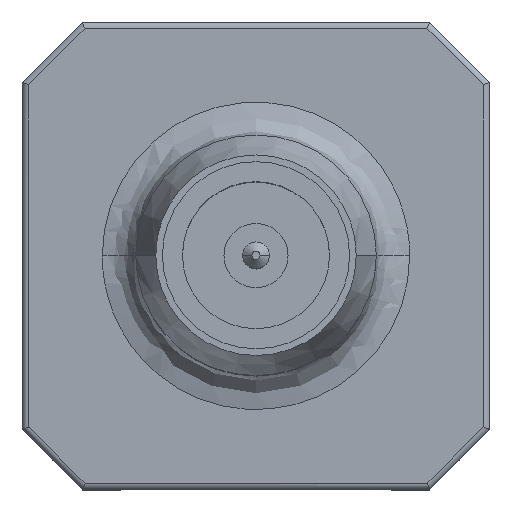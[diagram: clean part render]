
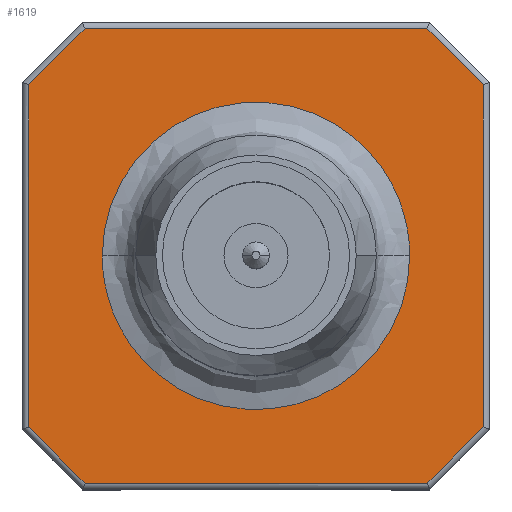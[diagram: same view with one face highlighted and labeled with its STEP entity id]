
A CAD part, top view. The second image highlights one B-rep face of the part: STEP entity #1619.
In plain terms, the highlighted planar face has unit normal (0, 0, -1).
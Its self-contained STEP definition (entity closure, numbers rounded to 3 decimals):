
#89 = DIRECTION ( 'NONE',  ( -0.707, 0.707, 0. ) ) ;
#98 = ORIENTED_EDGE ( 'NONE', *, *, #2308, .T. ) ;
#114 = VERTEX_POINT ( 'NONE', #2958 ) ;
#115 = EDGE_CURVE ( 'NONE', #1552, #2459, #1615, .T. ) ;
#155 = ORIENTED_EDGE ( 'NONE', *, *, #1418, .F. ) ;
#224 = AXIS2_PLACEMENT_3D ( 'NONE', #2922, #516, #1834 ) ;
#236 = VECTOR ( 'NONE', #585, 1000. ) ;
#374 = CARTESIAN_POINT ( 'NONE',  ( 3.4, -2.559, 5.7 ) ) ;
#404 = CARTESIAN_POINT ( 'NONE',  ( -2.559, 3.4, 5.7 ) ) ;
#424 = CARTESIAN_POINT ( 'NONE',  ( 3.4, 1.015, 5.7 ) ) ;
#516 = DIRECTION ( 'NONE',  ( 0., 0., 1. ) ) ;
#518 = VERTEX_POINT ( 'NONE', #374 ) ;
#566 = CARTESIAN_POINT ( 'NONE',  ( -2.397, 3.562, 5.7 ) ) ;
#585 = DIRECTION ( 'NONE',  ( -1., 0., 0. ) ) ;
#590 = VECTOR ( 'NONE', #3315, 1000. ) ;
#628 = VERTEX_POINT ( 'NONE', #2140 ) ;
#661 = PLANE ( 'NONE',  #224 ) ;
#662 = EDGE_CURVE ( 'NONE', #1233, #1552, #1330, .T. ) ;
#679 = EDGE_CURVE ( 'NONE', #3458, #2950, #725, .T. ) ;
#694 = CARTESIAN_POINT ( 'NONE',  ( -3.4, 2.559, 5.7 ) ) ;
#725 = LINE ( 'NONE', #1310, #1029 ) ;
#827 = ORIENTED_EDGE ( 'NONE', *, *, #115, .T. ) ;
#959 = CARTESIAN_POINT ( 'NONE',  ( 3.4, 2.559, 5.7 ) ) ;
#983 = CARTESIAN_POINT ( 'NONE',  ( -2.3, 0., 5.7 ) ) ;
#1002 = CARTESIAN_POINT ( 'NONE',  ( -3.4, -1.015, 5.7 ) ) ;
#1029 = VECTOR ( 'NONE', #2383, 1000. ) ;
#1067 = CARTESIAN_POINT ( 'NONE',  ( 2.3, 0., 5.7 ) ) ;
#1116 = ORIENTED_EDGE ( 'NONE', *, *, #3372, .T. ) ;
#1190 = CARTESIAN_POINT ( 'NONE',  ( -1.75, -3.4, 5.7 ) ) ;
#1219 = VECTOR ( 'NONE', #89, 1000. ) ;
#1224 = ORIENTED_EDGE ( 'NONE', *, *, #679, .F. ) ;
#1233 = VERTEX_POINT ( 'NONE', #3138 ) ;
#1268 = CARTESIAN_POINT ( 'NONE',  ( 2.3, 0., 5.7 ) ) ;
#1310 = CARTESIAN_POINT ( 'NONE',  ( 3.4, 2.559, 5.7 ) ) ;
#1316 = ORIENTED_EDGE ( 'NONE', *, *, #2111, .F. ) ;
#1330 = LINE ( 'NONE', #1002, #2210 ) ;
#1339 = CARTESIAN_POINT ( 'NONE',  ( 2.559, 3.4, 5.7 ) ) ;
#1375 = LINE ( 'NONE', #1696, #1807 ) ;
#1418 = EDGE_CURVE ( 'NONE', #114, #518, #1375, .T. ) ;
#1457 = LINE ( 'NONE', #424, #590 ) ;
#1476 = FACE_OUTER_BOUND ( 'NONE', #2743, .T. ) ;
#1529 = CARTESIAN_POINT ( 'NONE',  ( -2.3, 0., 5.7 ) ) ;
#1552 = VERTEX_POINT ( 'NONE', #694 ) ;
#1615 = LINE ( 'NONE', #566, #2979 ) ;
#1619 = ADVANCED_FACE ( 'NONE', ( #1476, #3351 ), #661, .F. ) ;
#1696 = CARTESIAN_POINT ( 'NONE',  ( 2.559, -3.4, 5.7 ) ) ;
#1796 = EDGE_LOOP ( 'NONE', ( #1316, #2093 ) ) ;
#1798 = CARTESIAN_POINT ( 'NONE',  ( -2.3, 0., 5.7 ) ) ;
#1807 = VECTOR ( 'NONE', #1950, 1000. ) ;
#1834 = DIRECTION ( 'NONE',  ( 1., 0., 0. ) ) ;
#1888 = DIRECTION ( 'NONE',  ( 1., 0., 0. ) ) ;
#1921 = LINE ( 'NONE', #1190, #236 ) ;
#1950 = DIRECTION ( 'NONE',  ( 0.707, 0.707, 0. ) ) ;
#1976 = CARTESIAN_POINT ( 'NONE',  ( -3.562, -2.397, 5.7 ) ) ;
#1997 = LINE ( 'NONE', #2232, #2558 ) ;
#2076 = CARTESIAN_POINT ( 'NONE',  ( 2.3, -4.6, 5.7 ) ) ;
#2093 = ORIENTED_EDGE ( 'NONE', *, *, #3107, .F. ) ;
#2111 = EDGE_CURVE ( 'NONE', #3211, #3012, #2507, .T. ) ;
#2140 = CARTESIAN_POINT ( 'NONE',  ( -2.559, -3.4, 5.7 ) ) ;
#2192 =( BOUNDED_CURVE ( )  B_SPLINE_CURVE ( 3, ( #1268, #2076, #2344, #1798 ),
 .UNSPECIFIED., .F., .T. ) 
 B_SPLINE_CURVE_WITH_KNOTS ( ( 4, 4 ),
 ( 0., 0.5 ),
 .UNSPECIFIED. ) 
 CURVE ( )  GEOMETRIC_REPRESENTATION_ITEM ( )  RATIONAL_B_SPLINE_CURVE ( ( 1., 0.333, 0.333, 1. ) ) 
 REPRESENTATION_ITEM ( '' )  );
#2210 = VECTOR ( 'NONE', #3449, 1000. ) ;
#2222 = ORIENTED_EDGE ( 'NONE', *, *, #662, .T. ) ;
#2232 = CARTESIAN_POINT ( 'NONE',  ( 1.75, 3.4, 5.7 ) ) ;
#2275 = ORIENTED_EDGE ( 'NONE', *, *, #2612, .T. ) ;
#2308 = EDGE_CURVE ( 'NONE', #114, #628, #1921, .T. ) ;
#2344 = CARTESIAN_POINT ( 'NONE',  ( -2.3, -4.6, 5.7 ) ) ;
#2374 = CARTESIAN_POINT ( 'NONE',  ( 2.3, 0., 5.7 ) ) ;
#2383 = DIRECTION ( 'NONE',  ( -0.707, 0.707, 0. ) ) ;
#2459 = VERTEX_POINT ( 'NONE', #404 ) ;
#2502 = LINE ( 'NONE', #1976, #1219 ) ;
#2507 =( BOUNDED_CURVE ( )  B_SPLINE_CURVE ( 3, ( #1529, #2902, #2880, #1067 ),
 .UNSPECIFIED., .F., .T. ) 
 B_SPLINE_CURVE_WITH_KNOTS ( ( 4, 4 ),
 ( 0.5, 1. ),
 .UNSPECIFIED. ) 
 CURVE ( )  GEOMETRIC_REPRESENTATION_ITEM ( )  RATIONAL_B_SPLINE_CURVE ( ( 1., 0.333, 0.333, 1. ) ) 
 REPRESENTATION_ITEM ( '' )  );
#2558 = VECTOR ( 'NONE', #1888, 1000. ) ;
#2612 = EDGE_CURVE ( 'NONE', #628, #1233, #2502, .T. ) ;
#2743 = EDGE_LOOP ( 'NONE', ( #1224, #3035, #155, #98, #2275, #2222, #827, #1116 ) ) ;
#2880 = CARTESIAN_POINT ( 'NONE',  ( 2.3, 4.6, 5.7 ) ) ;
#2902 = CARTESIAN_POINT ( 'NONE',  ( -2.3, 4.6, 5.7 ) ) ;
#2907 = DIRECTION ( 'NONE',  ( 0.707, 0.707, 0. ) ) ;
#2922 = CARTESIAN_POINT ( 'NONE',  ( 0., 0., 5.7 ) ) ;
#2950 = VERTEX_POINT ( 'NONE', #1339 ) ;
#2958 = CARTESIAN_POINT ( 'NONE',  ( 2.559, -3.4, 5.7 ) ) ;
#2979 = VECTOR ( 'NONE', #2907, 1000. ) ;
#3012 = VERTEX_POINT ( 'NONE', #2374 ) ;
#3035 = ORIENTED_EDGE ( 'NONE', *, *, #3224, .T. ) ;
#3107 = EDGE_CURVE ( 'NONE', #3012, #3211, #2192, .T. ) ;
#3138 = CARTESIAN_POINT ( 'NONE',  ( -3.4, -2.559, 5.7 ) ) ;
#3211 = VERTEX_POINT ( 'NONE', #983 ) ;
#3224 = EDGE_CURVE ( 'NONE', #3458, #518, #1457, .T. ) ;
#3315 = DIRECTION ( 'NONE',  ( 0., -1., 0. ) ) ;
#3351 = FACE_BOUND ( 'NONE', #1796, .T. ) ;
#3372 = EDGE_CURVE ( 'NONE', #2459, #2950, #1997, .T. ) ;
#3449 = DIRECTION ( 'NONE',  ( 0., 1., 0. ) ) ;
#3458 = VERTEX_POINT ( 'NONE', #959 ) ;
